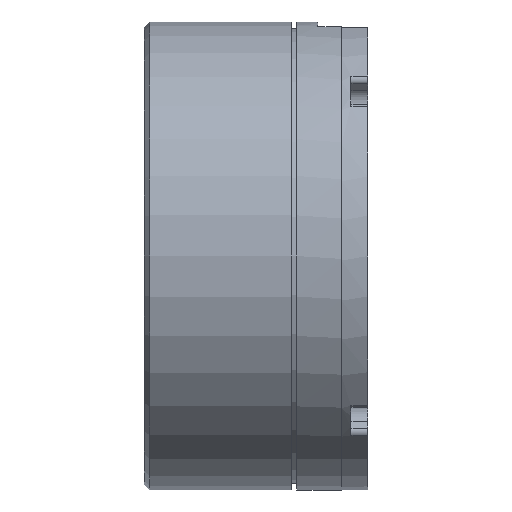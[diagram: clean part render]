
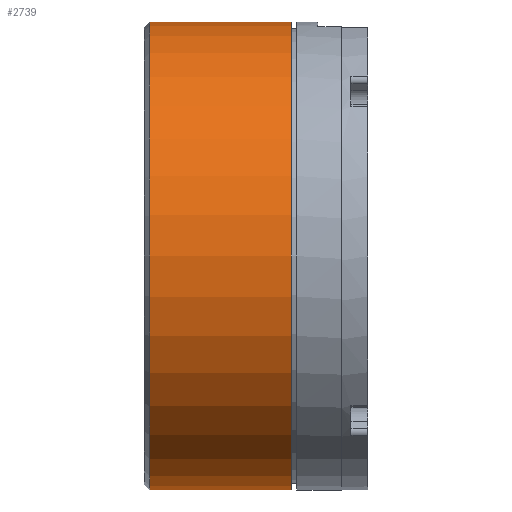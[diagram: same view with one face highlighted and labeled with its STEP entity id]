
A CAD part, front view. The second image highlights one B-rep face of the part: STEP entity #2739.
In plain terms, the highlighted cylindrical face has radius 44.5 mm (diameter 89 mm), a partial arc.
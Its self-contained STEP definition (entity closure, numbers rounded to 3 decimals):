
#141 = CARTESIAN_POINT ( 'NONE',  ( 1., 0., -44.5 ) ) ;
#244 = CARTESIAN_POINT ( 'NONE',  ( 1., 0., 44.5 ) ) ;
#375 = VERTEX_POINT ( 'NONE', #6596 ) ;
#660 = CIRCLE ( 'NONE', #6011, 44.5 ) ;
#726 = CARTESIAN_POINT ( 'NONE',  ( -6.992, 0., 0. ) ) ;
#807 = DIRECTION ( 'NONE',  ( 0., 0., 1. ) ) ;
#845 = EDGE_CURVE ( 'NONE', #2676, #4340, #7144, .T. ) ;
#1151 = DIRECTION ( 'NONE',  ( 0., 0., 1. ) ) ;
#1316 = LINE ( 'NONE', #7885, #6126 ) ;
#1522 = CARTESIAN_POINT ( 'NONE',  ( 1., 0., 0. ) ) ;
#1725 = VERTEX_POINT ( 'NONE', #2131 ) ;
#2131 = CARTESIAN_POINT ( 'NONE',  ( 28., 0., -44.5 ) ) ;
#2377 = AXIS2_PLACEMENT_3D ( 'NONE', #726, #5103, #807 ) ;
#2463 = DIRECTION ( 'NONE',  ( -1., 0., 0. ) ) ;
#2490 = DIRECTION ( 'NONE',  ( -1., 0., 0. ) ) ;
#2509 = FACE_OUTER_BOUND ( 'NONE', #4733, .T. ) ;
#2676 = VERTEX_POINT ( 'NONE', #141 ) ;
#2739 = ADVANCED_FACE ( 'NONE', ( #2509 ), #4373, .T. ) ;
#2954 = AXIS2_PLACEMENT_3D ( 'NONE', #1522, #5906, #3441 ) ;
#3441 = DIRECTION ( 'NONE',  ( 0., 0., 1. ) ) ;
#3506 = DIRECTION ( 'NONE',  ( -1., 0., 0. ) ) ;
#3508 = VECTOR ( 'NONE', #2490, 1000. ) ;
#4340 = VERTEX_POINT ( 'NONE', #244 ) ;
#4373 = CYLINDRICAL_SURFACE ( 'NONE', #2377, 44.5 ) ;
#4394 = ORIENTED_EDGE ( 'NONE', *, *, #7358, .T. ) ;
#4551 = ORIENTED_EDGE ( 'NONE', *, *, #7740, .F. ) ;
#4733 = EDGE_LOOP ( 'NONE', ( #4551, #4394, #7228, #7525 ) ) ;
#4742 = EDGE_CURVE ( 'NONE', #375, #4340, #6520, .T. ) ;
#5054 = CARTESIAN_POINT ( 'NONE',  ( -6.992, 0., 44.5 ) ) ;
#5103 = DIRECTION ( 'NONE',  ( -1., 0., 0. ) ) ;
#5548 = CARTESIAN_POINT ( 'NONE',  ( 28., 0., 0. ) ) ;
#5906 = DIRECTION ( 'NONE',  ( -1., 0., 0. ) ) ;
#6011 = AXIS2_PLACEMENT_3D ( 'NONE', #5548, #2463, #1151 ) ;
#6126 = VECTOR ( 'NONE', #3506, 1000. ) ;
#6520 = LINE ( 'NONE', #5054, #3508 ) ;
#6596 = CARTESIAN_POINT ( 'NONE',  ( 28., 0., 44.5 ) ) ;
#7144 = CIRCLE ( 'NONE', #2954, 44.5 ) ;
#7228 = ORIENTED_EDGE ( 'NONE', *, *, #4742, .T. ) ;
#7358 = EDGE_CURVE ( 'NONE', #1725, #375, #660, .T. ) ;
#7525 = ORIENTED_EDGE ( 'NONE', *, *, #845, .F. ) ;
#7740 = EDGE_CURVE ( 'NONE', #1725, #2676, #1316, .T. ) ;
#7885 = CARTESIAN_POINT ( 'NONE',  ( -6.992, 0., -44.5 ) ) ;
